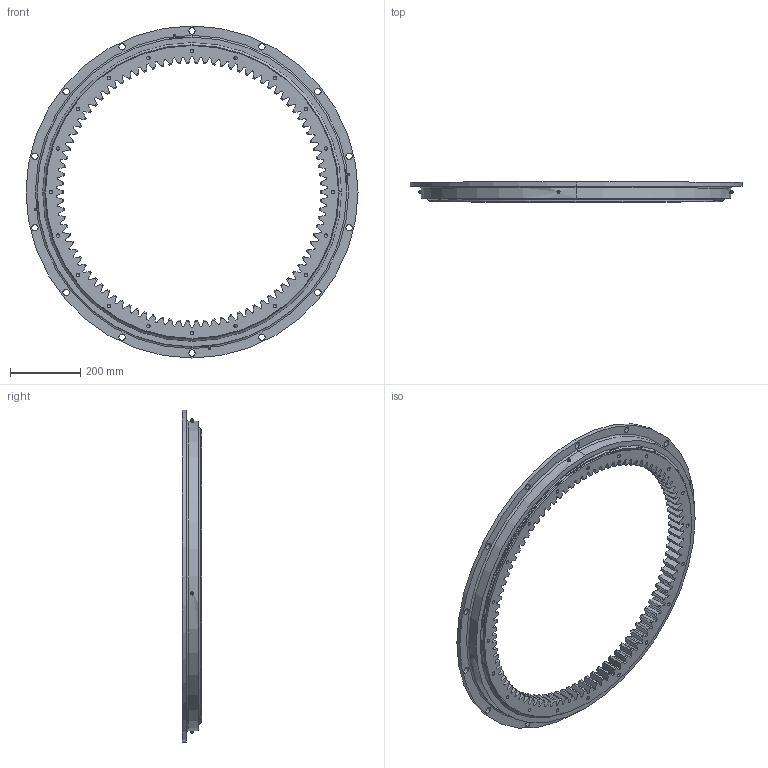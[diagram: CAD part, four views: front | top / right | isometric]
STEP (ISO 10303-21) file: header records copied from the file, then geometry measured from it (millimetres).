
FILE_DESCRIPTION (( 'STEP AP203' ), '1' );
FILE_NAME ('22-0841-01.STEP', '2017-12-28T07:07:10', ( 'defontaine' ), ( 'Hewlett-Packard Company' ), 'SwSTEP 2.0', 'SolidWorks 2016', '' );
FILE_SCHEMA (( 'CONFIG_CONTROL_DESIGN' ));
Length unit declared in the file: millimetre
Products named in the file (1): 22-0841-01
Bounding box: 948 x 56 x 948 mm (x, y, z)
Volume: 7746096.8 mm3; surface area: 1342018.7 mm2
Topology: 9 solids, 9 shells, 828 faces, 2306 edges, 1491 vertices
Faces by surface type: cylinder 289, cone 260, plane 241, torus 28, sphere 10
Entity records: 27420 total; most frequent: CARTESIAN_POINT 6220, ORIENTED_EDGE 4522, DIRECTION 4399, EDGE_CURVE 2261, AXIS2_PLACEMENT_3D 1701, VERTEX_POINT 1488, VECTOR 997, LINE 997
